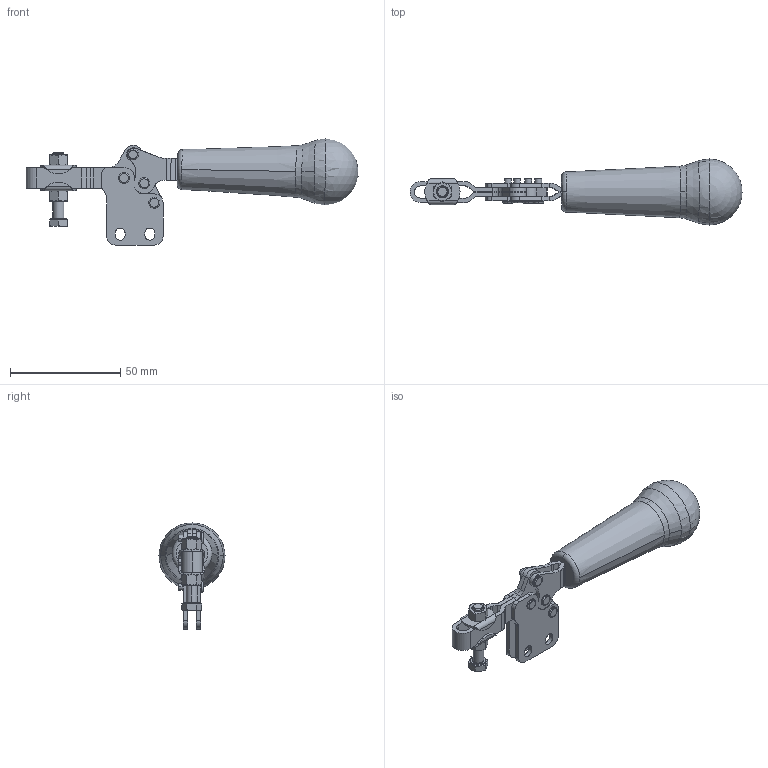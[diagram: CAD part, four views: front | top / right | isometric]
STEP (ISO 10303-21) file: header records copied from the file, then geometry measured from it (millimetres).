
FILE_DESCRIPTION((''),'2;1');
FILE_NAME('131.1.stp','2005-09-27T16:35:16',('Kysilko'),(''),'Autodesk Inventor 8','Autodesk Inventor 8','');
FILE_SCHEMA(('AUTOMOTIVE_DESIGN { 1 0 10303 214 1 1 1 1 }'));
Length unit declared in the file: millimetre
Products named in the file (1): Part34
Bounding box: 150.68 x 30 x 48.2 mm (x, y, z)
Volume: 41011.8 mm3; surface area: 15108.7 mm2
Topology: 1 solids, 2 shells, 375 faces, 1026 edges, 649 vertices
Faces by surface type: cylinder 134, plane 118, bspline 57, cone 54, torus 10, sphere 2
Entity records: 13899 total; most frequent: CARTESIAN_POINT 4426, ORIENTED_EDGE 2026, DIRECTION 2023, EDGE_CURVE 1013, AXIS2_PLACEMENT_3D 779, VERTEX_POINT 648, VECTOR 465, LINE 465
